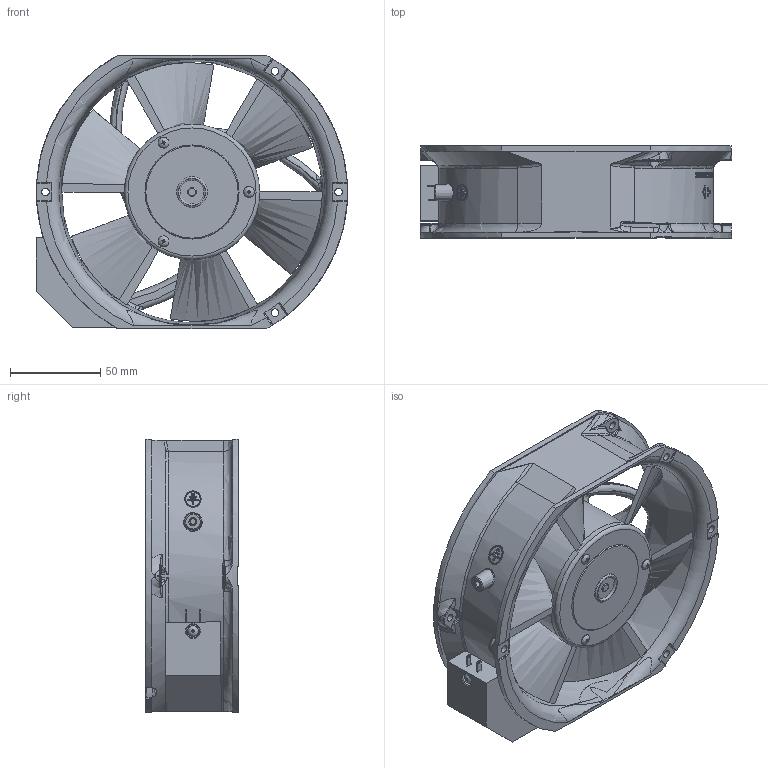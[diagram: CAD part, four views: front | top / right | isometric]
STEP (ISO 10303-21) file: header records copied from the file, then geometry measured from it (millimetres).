
FILE_DESCRIPTION( ( 'Unknown' ), '1' );
FILE_NAME( 'A17251(rough).stp', 'Unknown', ( 'Unknown' ), ( 'Unknown' ), 'PSStep 14.0', 'Unknown', ' ' );
FILE_SCHEMA( ( 'AUTOMOTIVE_DESIGN { 1 0 10303 214 1 1 1 1 }' ) );
Length unit declared in the file: millimetre
Products named in the file (1): *SOL1
Bounding box: 172 x 51 x 151 mm (x, y, z)
Surface area: 114856.4 mm2 (no closed solid volume)
Topology: 0 solids, 1179 shells, 1179 faces, 16974 edges, 16765 vertices
Faces by surface type: bspline 475, cylinder 241, plane 233, torus 72, extrusion 56, cone 48, revolution 44, sphere 10
Full cylindrical faces by diameter (mm): 1 x2, 3.242 x1, 4.3 x8, 4.92 x1, 7.3 x1, 8 x1, 9 x1, 17 x1, 72 x1, 74.8 x1
Entity records: 279932 total; most frequent: CARTESIAN_POINT 192976, ORIENTED_EDGE 16742, EDGE_CURVE 16742, VERTEX_POINT 16742, B_SPLINE_CURVE_WITH_KNOTS 15268, DIRECTION 3376, FACE_BOUND 1285, EDGE_LOOP 1285
